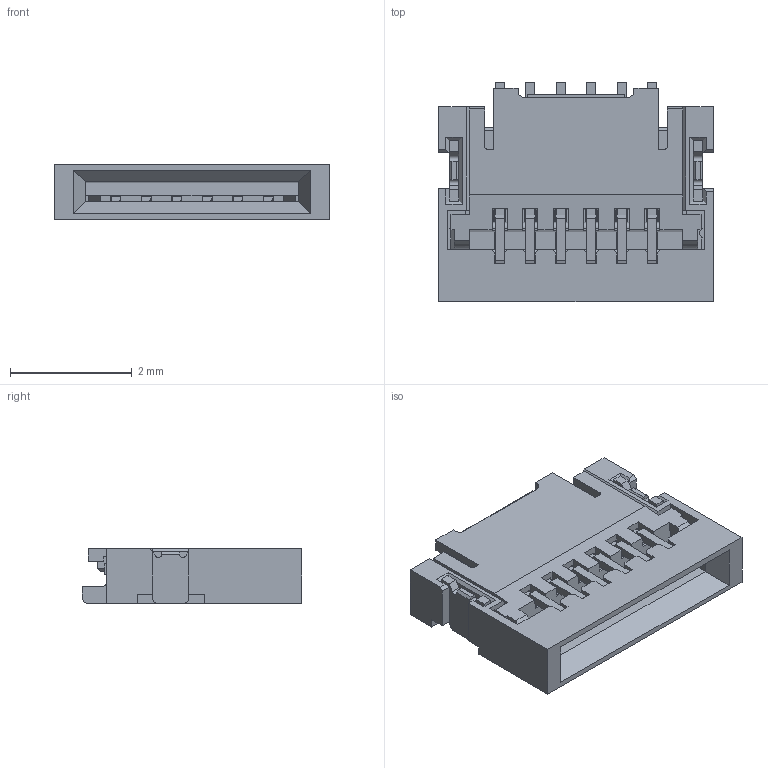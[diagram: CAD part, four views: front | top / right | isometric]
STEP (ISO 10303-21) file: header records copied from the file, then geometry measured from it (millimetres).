
FILE_DESCRIPTION(('FreeCAD Model'),'2;1');
FILE_NAME('_9453_061110ECLF_ASM_cp.step', '2019-10-01T17:53:05',('kicad StepUp'),('ksu MCAD'), 'Open CASCADE STEP processor 7.3','FreeCAD','Unknown');
FILE_SCHEMA(('AUTOMOTIVE_DESIGN { 1 0 10303 214 1 1 1 1 }'));
Length unit declared in the file: millimetre
Products named in the file (1): _9453_061110ECLF_ASM_cp
Bounding box: 4.5 x 3.6 x 0.9 mm (x, y, z)
Volume: 9.2 mm3; surface area: 111.6 mm2
Topology: 10 solids, 10 shells, 765 faces, 2173 edges, 1410 vertices
Faces by surface type: plane 669, cylinder 96
Entity records: 29786 total; most frequent: CARTESIAN_POINT 4447, ORIENTED_EDGE 4346, DIRECTION 3855, EDGE_CURVE 2173, LINE 1979, VECTOR 1979, VERTEX_POINT 1410, AXIS2_PLACEMENT_3D 938
